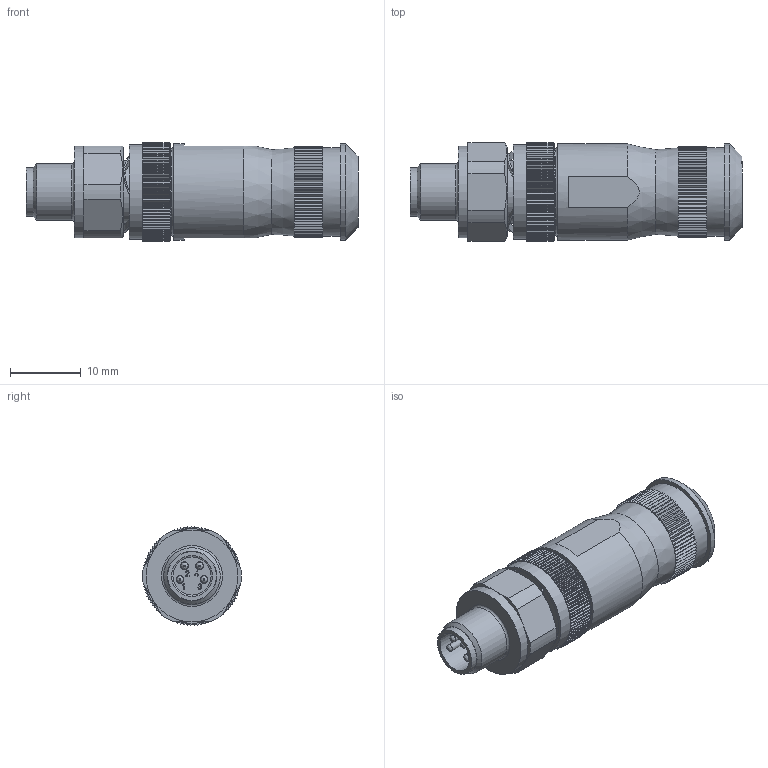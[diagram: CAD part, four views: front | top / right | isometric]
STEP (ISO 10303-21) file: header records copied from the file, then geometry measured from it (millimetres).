
FILE_DESCRIPTION(/* description */ (''),/* implementation_level */ '2;1');
FILE_NAME(/* name */ 'VK003279.stp',/* time_stamp */ '2016-10-12T08:41:56+02:00',/* author */ ('mitarbeiter'),/* organization */ (''),/* preprocessor_version */ 'ST-DEVELOPER v15.2',/* originating_system */ 'Autodesk Inventor 2014',/* authorisation */ '');
FILE_SCHEMA (('AUTOMOTIVE_DESIGN { 1 0 10303 214 3 1 1 }'));
Length unit declared in the file: millimetre
Products named in the file (1): VK003279
Bounding box: 47 x 13.98 x 13.97 mm (x, y, z)
Volume: 5591.2 mm3; surface area: 2698.3 mm2
Topology: 1 solids, 1 shells, 911 faces, 2428 edges, 1540 vertices
Faces by surface type: plane 738, cone 95, bspline 49, cylinder 26, torus 3
Full cylindrical faces by diameter (mm): 1 x4, 1.1 x4, 5.8 x1, 6.5 x1, 6.9 x1, 8 x1, 8.8 x1, 12.387 x1, 12.5 x1, 13 x2, 13.4 x1, 13.7 x2
Entity records: 29381 total; most frequent: CARTESIAN_POINT 6422, ORIENTED_EDGE 4776, DIRECTION 4394, EDGE_CURVE 2388, LINE 1540, VECTOR 1540, VERTEX_POINT 1529, AXIS2_PLACEMENT_3D 1427
